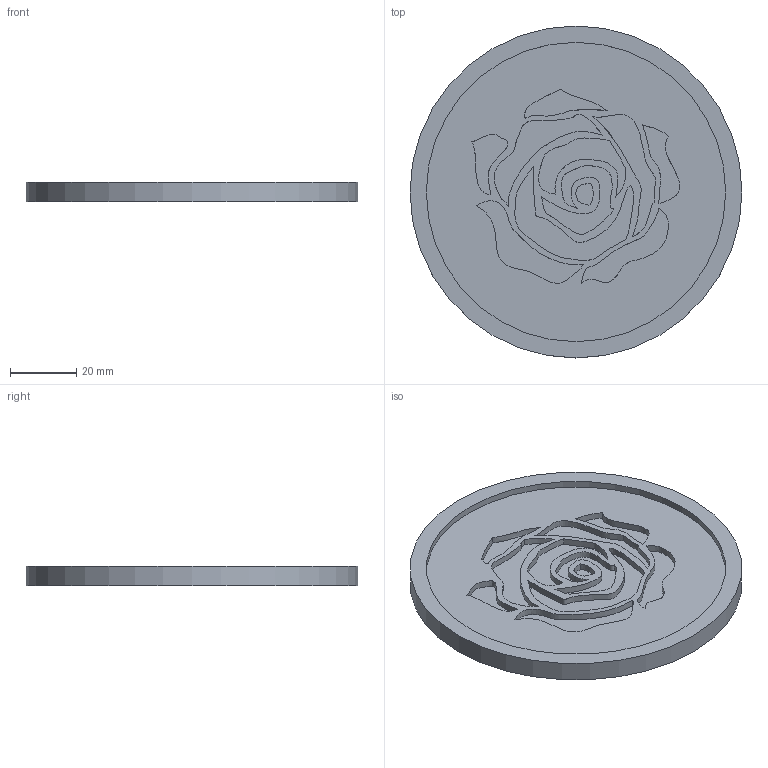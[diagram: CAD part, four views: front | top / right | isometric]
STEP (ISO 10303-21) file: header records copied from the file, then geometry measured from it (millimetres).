
FILE_DESCRIPTION( ( '' ), ' ' );
FILE_NAME( '5e88b81d5b53db10acdf743f.step', '2020-04-04T16:38:53', ( '' ), ( '' ), ' ', ' ', ' ' );
FILE_SCHEMA( ( 'AUTOMOTIVE_DESIGN { 1 0 10303 214 1 1 1 1 }' ) );
Length unit declared in the file: metre
Products named in the file (1): Part 1
Bounding box: 100 x 100 x 6 mm (x, y, z)
Volume: 30474.5 mm3; surface area: 19897.2 mm2
Topology: 1 solids, 1 shells, 48 faces, 102 edges, 68 vertices
Faces by surface type: extrusion 30, plane 16, cylinder 2
Full cylindrical faces by diameter (mm): 90.189 x1, 100 x1
Entity records: 2923 total; most frequent: CARTESIAN_POINT 1600, ORIENTED_EDGE 200, DIRECTION 112, EDGE_CURVE 100, B_SPLINE_CURVE_WITH_KNOTS 90, VERTEX_POINT 68, VECTOR 66, EDGE_LOOP 62
